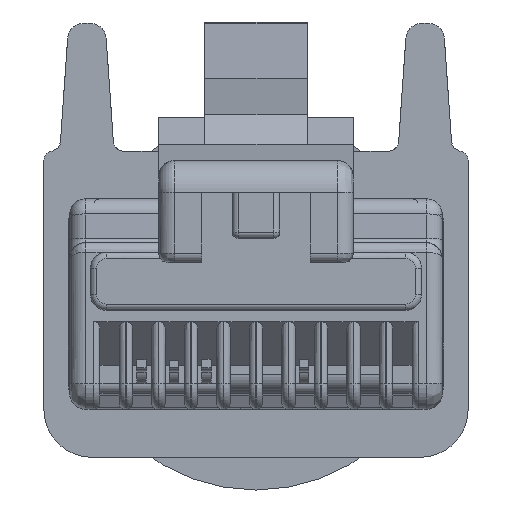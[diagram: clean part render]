
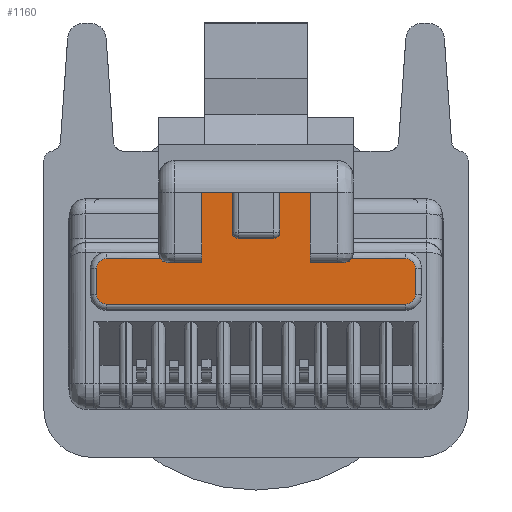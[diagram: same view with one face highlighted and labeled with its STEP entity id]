
A CAD part, front view. The second image highlights one B-rep face of the part: STEP entity #1160.
In plain terms, the highlighted planar face has unit normal (0, -1, 0).
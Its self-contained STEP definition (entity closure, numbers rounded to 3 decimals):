
#1160=ADVANCED_FACE('',(#2942),#2254,.F.);
#2254=PLANE('',#22106);
#2942=FACE_OUTER_BOUND('',#4134,.T.);
#4134=EDGE_LOOP('',(#10404,#10405,#10406,#10407,#10408,#10409,#10410,#10411,
#10412,#10413,#10414,#10415,#10416,#10417,#10418,#10419,#10420,#10421,#10422,
#10423,#10424,#10425));
#5448=LINE('',#31014,#7496);
#5451=LINE('',#31022,#7499);
#5452=LINE('',#31024,#7500);
#5455=LINE('',#31030,#7503);
#5459=LINE('',#31040,#7507);
#5461=LINE('',#31052,#7509);
#5462=LINE('',#31062,#7510);
#5468=LINE('',#31073,#7516);
#5469=LINE('',#31075,#7517);
#5471=LINE('',#31079,#7519);
#5576=LINE('',#31470,#7624);
#5600=LINE('',#31577,#7648);
#5602=LINE('',#31583,#7650);
#5603=LINE('',#31586,#7651);
#7496=VECTOR('',#24674,1.);
#7499=VECTOR('',#24683,1.);
#7500=VECTOR('',#24686,1.);
#7503=VECTOR('',#24691,1.);
#7507=VECTOR('',#24699,1.);
#7509=VECTOR('',#24713,1.);
#7510=VECTOR('',#24726,1.);
#7516=VECTOR('',#24734,1.);
#7517=VECTOR('',#24737,1.);
#7519=VECTOR('',#24741,1.);
#7624=VECTOR('',#25040,1.);
#7648=VECTOR('',#25102,1.);
#7650=VECTOR('',#25108,1.);
#7651=VECTOR('',#25111,1.);
#10404=ORIENTED_EDGE('',*,*,#18094,.T.);
#10405=ORIENTED_EDGE('',*,*,#18093,.F.);
#10406=ORIENTED_EDGE('',*,*,#18087,.T.);
#10407=ORIENTED_EDGE('',*,*,#18267,.T.);
#10408=ORIENTED_EDGE('',*,*,#18269,.F.);
#10409=ORIENTED_EDGE('',*,*,#18270,.F.);
#10410=ORIENTED_EDGE('',*,*,#18271,.F.);
#10411=ORIENTED_EDGE('',*,*,#18096,.F.);
#10412=ORIENTED_EDGE('',*,*,#18085,.F.);
#10413=ORIENTED_EDGE('',*,*,#18082,.F.);
#10414=ORIENTED_EDGE('',*,*,#18079,.F.);
#10415=ORIENTED_EDGE('',*,*,#18076,.F.);
#10416=ORIENTED_EDGE('',*,*,#18231,.F.);
#10417=ORIENTED_EDGE('',*,*,#18272,.F.);
#10418=ORIENTED_EDGE('',*,*,#18273,.F.);
#10419=ORIENTED_EDGE('',*,*,#18232,.T.);
#10420=ORIENTED_EDGE('',*,*,#18071,.T.);
#10421=ORIENTED_EDGE('',*,*,#18068,.F.);
#10422=ORIENTED_EDGE('',*,*,#18067,.T.);
#10423=ORIENTED_EDGE('',*,*,#18064,.F.);
#10424=ORIENTED_EDGE('',*,*,#18063,.T.);
#10425=ORIENTED_EDGE('',*,*,#18060,.F.);
#15943=VERTEX_POINT('',#31007);
#15944=VERTEX_POINT('',#31009);
#15945=VERTEX_POINT('',#31013);
#15946=VERTEX_POINT('',#31017);
#15947=VERTEX_POINT('',#31021);
#15948=VERTEX_POINT('',#31025);
#15950=VERTEX_POINT('',#31031);
#15953=VERTEX_POINT('',#31039);
#15954=VERTEX_POINT('',#31041);
#15956=VERTEX_POINT('',#31047);
#15958=VERTEX_POINT('',#31053);
#15960=VERTEX_POINT('',#31059);
#15961=VERTEX_POINT('',#31063);
#15962=VERTEX_POINT('',#31064);
#15964=VERTEX_POINT('',#31071);
#15966=VERTEX_POINT('',#31080);
#16025=VERTEX_POINT('',#31467);
#16026=VERTEX_POINT('',#31471);
#16050=VERTEX_POINT('',#31578);
#16051=VERTEX_POINT('',#31582);
#16052=VERTEX_POINT('',#31584);
#16053=VERTEX_POINT('',#31587);
#18060=EDGE_CURVE('',#15943,#15944,#20904,.T.);
#18063=EDGE_CURVE('',#15945,#15944,#5448,.T.);
#18064=EDGE_CURVE('',#15945,#15946,#20905,.T.);
#18067=EDGE_CURVE('',#15947,#15946,#5451,.T.);
#18068=EDGE_CURVE('',#15947,#15948,#5452,.T.);
#18071=EDGE_CURVE('',#15950,#15948,#5455,.T.);
#18076=EDGE_CURVE('',#15953,#15954,#5459,.T.);
#18079=EDGE_CURVE('',#15954,#15956,#20909,.T.);
#18082=EDGE_CURVE('',#15956,#15958,#5461,.T.);
#18085=EDGE_CURVE('',#15958,#15960,#20913,.T.);
#18087=EDGE_CURVE('',#15961,#15962,#5462,.T.);
#18093=EDGE_CURVE('',#15961,#15964,#5468,.T.);
#18094=EDGE_CURVE('',#15943,#15964,#5469,.T.);
#18096=EDGE_CURVE('',#15960,#15966,#5471,.T.);
#18231=EDGE_CURVE('',#16025,#15953,#20930,.T.);
#18232=EDGE_CURVE('',#16026,#15950,#5576,.T.);
#18267=EDGE_CURVE('',#15962,#16050,#5600,.T.);
#18269=EDGE_CURVE('',#16051,#16050,#20940,.T.);
#18270=EDGE_CURVE('',#16052,#16051,#5602,.T.);
#18271=EDGE_CURVE('',#15966,#16052,#20941,.T.);
#18272=EDGE_CURVE('',#16053,#16025,#5603,.T.);
#18273=EDGE_CURVE('',#16026,#16053,#20942,.T.);
#20904=CIRCLE('',#21962,0.2);
#20905=CIRCLE('',#21965,0.2);
#20909=CIRCLE('',#21974,0.3);
#20913=CIRCLE('',#21980,0.3);
#20930=CIRCLE('',#22081,0.3);
#20940=CIRCLE('',#22103,0.3);
#20941=CIRCLE('',#22104,0.3);
#20942=CIRCLE('',#22105,0.3);
#21962=AXIS2_PLACEMENT_3D('',#31008,#24668,#24669);
#21965=AXIS2_PLACEMENT_3D('',#31016,#24677,#24678);
#21974=AXIS2_PLACEMENT_3D('',#31046,#24706,#24707);
#21980=AXIS2_PLACEMENT_3D('',#31058,#24720,#24721);
#22081=AXIS2_PLACEMENT_3D('',#31468,#25036,#25037);
#22103=AXIS2_PLACEMENT_3D('',#31581,#25106,#25107);
#22104=AXIS2_PLACEMENT_3D('',#31585,#25109,#25110);
#22105=AXIS2_PLACEMENT_3D('',#31588,#25112,#25113);
#22106=AXIS2_PLACEMENT_3D('',#31589,#25114,#25115);
#24668=DIRECTION('',(0.,-1.,0.));
#24669=DIRECTION('',(-1.,0.,0.));
#24674=DIRECTION('',(-1.,0.,0.));
#24677=DIRECTION('',(0.,-1.,0.));
#24678=DIRECTION('',(0.,0.,-1.));
#24683=DIRECTION('',(0.,0.,-1.));
#24686=DIRECTION('',(1.,0.,0.));
#24691=DIRECTION('',(0.,0.,1.));
#24699=DIRECTION('',(0.,0.,-1.));
#24706=DIRECTION('',(0.,1.,0.));
#24707=DIRECTION('',(1.,0.,0.));
#24713=DIRECTION('',(-1.,0.,0.));
#24720=DIRECTION('',(0.,1.,0.));
#24721=DIRECTION('',(0.,0.,-1.));
#24726=DIRECTION('',(0.,0.,-1.));
#24734=DIRECTION('',(1.,0.,0.));
#24737=DIRECTION('',(0.,0.,1.));
#24741=DIRECTION('',(0.,0.,1.));
#25036=DIRECTION('',(0.,1.,0.));
#25037=DIRECTION('',(0.,0.,1.));
#25040=DIRECTION('',(-1.,0.,0.));
#25102=DIRECTION('',(-1.,0.,0.));
#25106=DIRECTION('',(0.,-1.,0.));
#25107=DIRECTION('',(-0.824,0.,-0.567));
#25108=DIRECTION('',(1.,0.,0.));
#25109=DIRECTION('',(0.,1.,0.));
#25110=DIRECTION('',(-1.,0.,0.));
#25111=DIRECTION('',(1.,0.,0.));
#25112=DIRECTION('',(0.,-1.,0.));
#25113=DIRECTION('',(0.,0.,-1.));
#25114=DIRECTION('',(0.,1.,0.));
#25115=DIRECTION('',(-1.,0.,0.));
#31007=CARTESIAN_POINT('',(-0.75,-20.92,-7.92));
#31008=CARTESIAN_POINT('',(-0.55,-20.92,-7.92));
#31009=CARTESIAN_POINT('',(-0.55,-20.92,-8.12));
#31013=CARTESIAN_POINT('',(0.55,-20.92,-8.12));
#31014=CARTESIAN_POINT('',(0.55,-20.92,-8.12));
#31016=CARTESIAN_POINT('',(0.55,-20.92,-7.92));
#31017=CARTESIAN_POINT('',(0.75,-20.92,-7.92));
#31021=CARTESIAN_POINT('',(0.75,-20.92,-6.68));
#31022=CARTESIAN_POINT('',(0.75,-20.92,-6.68));
#31024=CARTESIAN_POINT('',(0.75,-20.92,-6.68));
#31025=CARTESIAN_POINT('',(1.7,-20.92,-6.68));
#31030=CARTESIAN_POINT('',(1.7,-20.92,-8.88));
#31031=CARTESIAN_POINT('',(1.7,-20.92,-8.88));
#31039=CARTESIAN_POINT('',(4.99,-20.92,-9.05));
#31040=CARTESIAN_POINT('',(4.99,-20.92,-9.05));
#31041=CARTESIAN_POINT('',(4.99,-20.92,-9.88));
#31046=CARTESIAN_POINT('',(4.69,-20.92,-9.88));
#31047=CARTESIAN_POINT('',(4.69,-20.92,-10.18));
#31052=CARTESIAN_POINT('',(4.69,-20.92,-10.18));
#31053=CARTESIAN_POINT('',(-4.69,-20.92,-10.18));
#31058=CARTESIAN_POINT('',(-4.69,-20.92,-9.88));
#31059=CARTESIAN_POINT('',(-4.99,-20.92,-9.88));
#31062=CARTESIAN_POINT('',(-1.7,-20.92,-6.68));
#31063=CARTESIAN_POINT('',(-1.7,-20.92,-6.68));
#31064=CARTESIAN_POINT('',(-1.7,-20.92,-8.88));
#31071=CARTESIAN_POINT('',(-0.75,-20.92,-6.68));
#31073=CARTESIAN_POINT('',(-1.7,-20.92,-6.68));
#31075=CARTESIAN_POINT('',(-0.75,-20.92,-7.92));
#31079=CARTESIAN_POINT('',(-4.99,-20.92,-9.88));
#31080=CARTESIAN_POINT('',(-4.99,-20.92,-9.05));
#31467=CARTESIAN_POINT('',(4.69,-20.92,-8.75));
#31468=CARTESIAN_POINT('',(4.69,-20.92,-9.05));
#31470=CARTESIAN_POINT('',(2.75,-20.92,-8.88));
#31471=CARTESIAN_POINT('',(2.75,-20.92,-8.88));
#31577=CARTESIAN_POINT('',(-1.7,-20.92,-8.88));
#31578=CARTESIAN_POINT('',(-2.75,-20.92,-8.88));
#31581=CARTESIAN_POINT('',(-2.75,-20.92,-8.58));
#31582=CARTESIAN_POINT('',(-2.997,-20.92,-8.75));
#31583=CARTESIAN_POINT('',(-4.69,-20.92,-8.75));
#31584=CARTESIAN_POINT('',(-4.69,-20.92,-8.75));
#31585=CARTESIAN_POINT('',(-4.69,-20.92,-9.05));
#31586=CARTESIAN_POINT('',(2.997,-20.92,-8.75));
#31587=CARTESIAN_POINT('',(2.997,-20.92,-8.75));
#31588=CARTESIAN_POINT('',(2.75,-20.92,-8.58));
#31589=CARTESIAN_POINT('',(0.,-20.92,-8.43));
